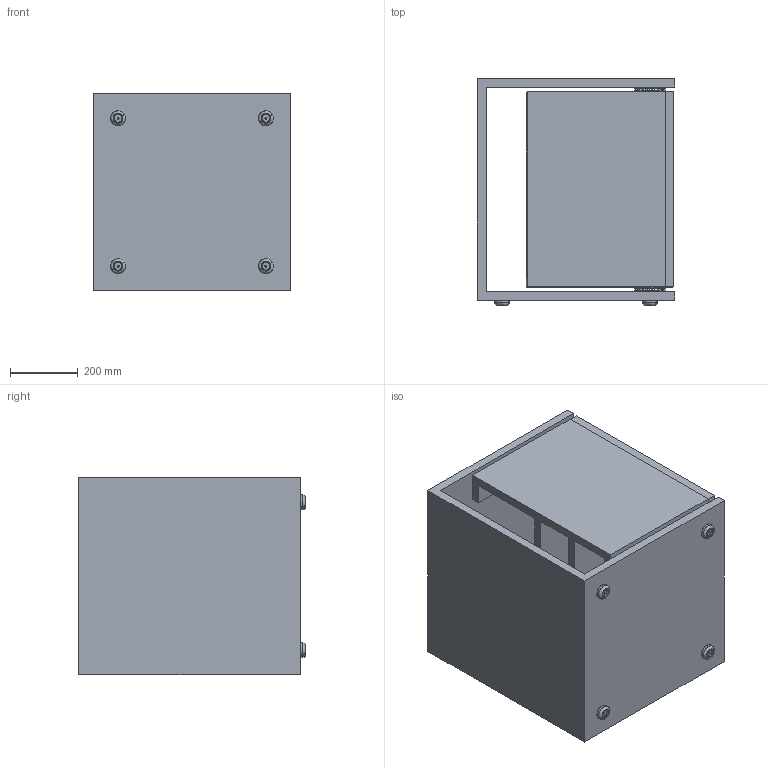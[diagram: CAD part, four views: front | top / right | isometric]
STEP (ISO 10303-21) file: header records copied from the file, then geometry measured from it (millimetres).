
FILE_DESCRIPTION(('FreeCAD Model'),'2;1');
FILE_NAME('Open CASCADE Shape Model','2025-04-17T14:26:31',('FreeCAD'),( 'FreeCAD'),'Open CASCADE STEP processor 7.6','FreeCAD','Unknown');
FILE_SCHEMA(('AUTOMOTIVE_DESIGN { 1 0 10303 214 1 1 1 1 }'));
Products named in the file (1): Open CASCADE STEP translator 7.6 1
Bounding box: 581.08 x 668.24 x 583.06 mm (x, y, z)
Surface area: 4951621.8 mm2 (no closed solid volume)
Topology: 0 solids, 342 shells, 342 faces, 6332 edges, 6272 vertices
Faces by surface type: bspline 342
Entity records: 55156 total; most frequent: CARTESIAN_POINT 28857, VERTEX_POINT 6212, ORIENTED_EDGE 6152, EDGE_CURVE 6152, B_SPLINE_CURVE_WITH_KNOTS 5776, FACE_BOUND 422, EDGE_LOOP 362, SHELL_BASED_SURFACE_MODEL 342
